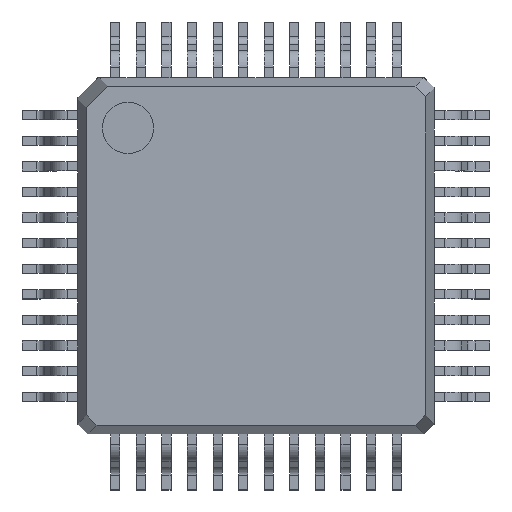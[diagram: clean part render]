
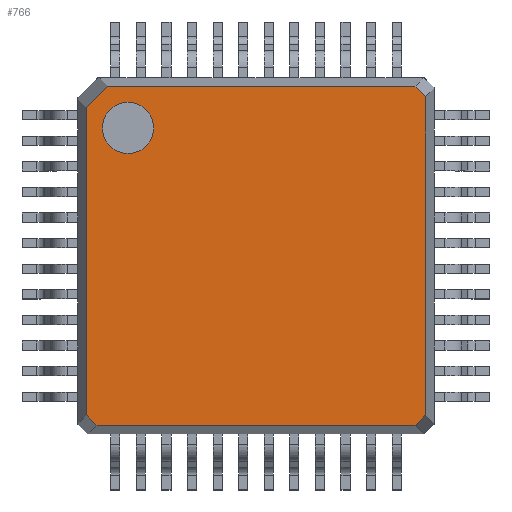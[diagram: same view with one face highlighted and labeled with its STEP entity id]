
A CAD part, top view. The second image highlights one B-rep face of the part: STEP entity #766.
In plain terms, the highlighted planar face has unit normal (0, 0, 1).
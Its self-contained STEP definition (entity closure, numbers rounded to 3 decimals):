
#320 = EDGE_CURVE('',#321,#323,#325,.T.);
#321 = VERTEX_POINT('',#322);
#322 = CARTESIAN_POINT('',(-3.312,-3.106,1.674
    ));
#323 = VERTEX_POINT('',#324);
#324 = CARTESIAN_POINT('',(-3.312,2.899,1.674)
  );
#325 = LINE('',#326,#327);
#326 = CARTESIAN_POINT('',(-3.312,1.75,1.674)
  );
#327 = VECTOR('',#328,1.);
#328 = DIRECTION('',(0.,1.,0.));
#766 = ADVANCED_FACE('',(#767,#824),#844,.T.);
#767 = FACE_BOUND('',#768,.T.);
#768 = EDGE_LOOP('',(#769,#777,#785,#793,#801,#809,#817,#823));
#769 = ORIENTED_EDGE('',*,*,#770,.F.);
#770 = EDGE_CURVE('',#771,#321,#773,.T.);
#771 = VERTEX_POINT('',#772);
#772 = CARTESIAN_POINT('',(-3.106,-3.312,
    1.674));
#773 = LINE('',#774,#775);
#774 = CARTESIAN_POINT('',(-3.209,-3.209,
    1.674));
#775 = VECTOR('',#776,1.);
#776 = DIRECTION('',(-0.707,0.707,0.
    ));
#777 = ORIENTED_EDGE('',*,*,#778,.F.);
#778 = EDGE_CURVE('',#779,#771,#781,.T.);
#779 = VERTEX_POINT('',#780);
#780 = CARTESIAN_POINT('',(3.106,-3.312,1.674
    ));
#781 = LINE('',#782,#783);
#782 = CARTESIAN_POINT('',(-1.75,-3.312,
    1.674));
#783 = VECTOR('',#784,1.);
#784 = DIRECTION('',(-1.,0.,0.));
#785 = ORIENTED_EDGE('',*,*,#786,.T.);
#786 = EDGE_CURVE('',#779,#787,#789,.T.);
#787 = VERTEX_POINT('',#788);
#788 = CARTESIAN_POINT('',(3.312,-3.106,1.674
    ));
#789 = LINE('',#790,#791);
#790 = CARTESIAN_POINT('',(3.106,-3.312,1.674
    ));
#791 = VECTOR('',#792,1.);
#792 = DIRECTION('',(0.707,0.707,0.)
  );
#793 = ORIENTED_EDGE('',*,*,#794,.F.);
#794 = EDGE_CURVE('',#795,#787,#797,.T.);
#795 = VERTEX_POINT('',#796);
#796 = CARTESIAN_POINT('',(3.312,3.106,1.674)
  );
#797 = LINE('',#798,#799);
#798 = CARTESIAN_POINT('',(3.312,-1.75,1.674)
  );
#799 = VECTOR('',#800,1.);
#800 = DIRECTION('',(0.,-1.,0.));
#801 = ORIENTED_EDGE('',*,*,#802,.F.);
#802 = EDGE_CURVE('',#803,#795,#805,.T.);
#803 = VERTEX_POINT('',#804);
#804 = CARTESIAN_POINT('',(3.106,3.312,1.674)
  );
#805 = LINE('',#806,#807);
#806 = CARTESIAN_POINT('',(3.209,3.209,1.674)
  );
#807 = VECTOR('',#808,1.);
#808 = DIRECTION('',(0.707,-0.707,0.)
  );
#809 = ORIENTED_EDGE('',*,*,#810,.F.);
#810 = EDGE_CURVE('',#811,#803,#813,.T.);
#811 = VERTEX_POINT('',#812);
#812 = CARTESIAN_POINT('',(-2.899,3.312,1.674
    ));
#813 = LINE('',#814,#815);
#814 = CARTESIAN_POINT('',(1.75,3.312,1.674)
  );
#815 = VECTOR('',#816,1.);
#816 = DIRECTION('',(1.,0.,0.));
#817 = ORIENTED_EDGE('',*,*,#818,.F.);
#818 = EDGE_CURVE('',#323,#811,#819,.T.);
#819 = LINE('',#820,#821);
#820 = CARTESIAN_POINT('',(-3.106,3.106,1.674
    ));
#821 = VECTOR('',#822,1.);
#822 = DIRECTION('',(0.707,0.707,0.)
  );
#823 = ORIENTED_EDGE('',*,*,#320,.F.);
#824 = FACE_BOUND('',#825,.T.);
#825 = EDGE_LOOP('',(#826,#837));
#826 = ORIENTED_EDGE('',*,*,#827,.T.);
#827 = EDGE_CURVE('',#828,#830,#832,.T.);
#828 = VERTEX_POINT('',#829);
#829 = CARTESIAN_POINT('',(-2.5,3.,1.674)
  );
#830 = VERTEX_POINT('',#831);
#831 = CARTESIAN_POINT('',(-2.5,2.,1.674)
  );
#832 = CIRCLE('',#833,0.5);
#833 = AXIS2_PLACEMENT_3D('',#834,#835,#836);
#834 = CARTESIAN_POINT('',(-2.5,2.5,1.674)
  );
#835 = DIRECTION('',(0.,0.,-1.));
#836 = DIRECTION('',(0.,-1.,0.));
#837 = ORIENTED_EDGE('',*,*,#838,.T.);
#838 = EDGE_CURVE('',#830,#828,#839,.T.);
#839 = CIRCLE('',#840,0.5);
#840 = AXIS2_PLACEMENT_3D('',#841,#842,#843);
#841 = CARTESIAN_POINT('',(-2.5,2.5,1.674)
  );
#842 = DIRECTION('',(0.,0.,-1.));
#843 = DIRECTION('',(0.,-1.,0.));
#844 = PLANE('',#845);
#845 = AXIS2_PLACEMENT_3D('',#846,#847,#848);
#846 = CARTESIAN_POINT('',(0.,0.,
    1.674));
#847 = DIRECTION('',(0.,0.,1.));
#848 = DIRECTION('',(0.,-1.,0.));
